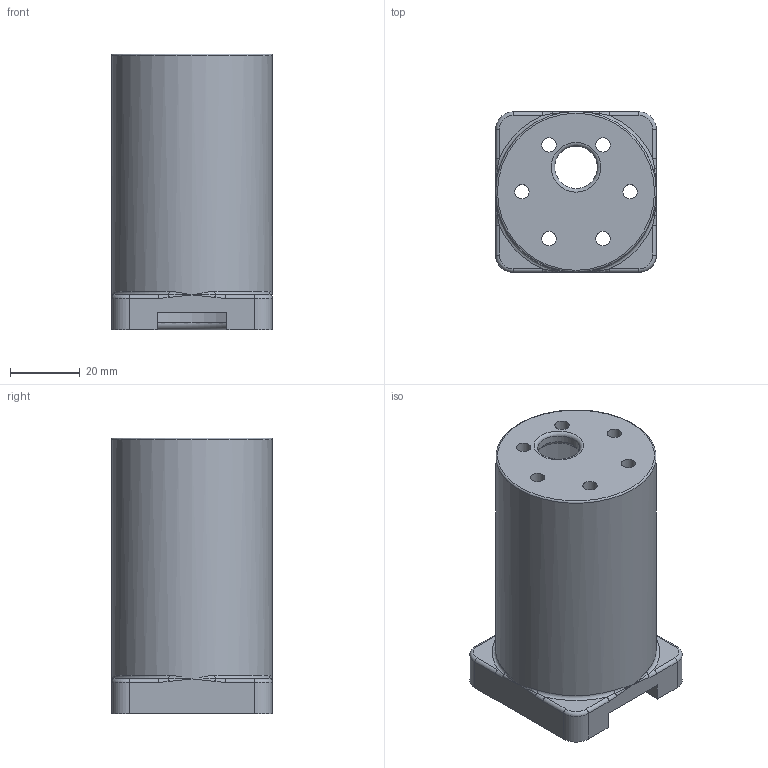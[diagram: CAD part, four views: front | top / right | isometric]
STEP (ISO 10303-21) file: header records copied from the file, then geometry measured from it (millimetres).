
FILE_DESCRIPTION(/* description */ (''),/* implementation_level */ '2;1');
FILE_NAME(/* name */ 'base_version4.stp',/* time_stamp */ '2018-09-19T09:18:57-07:00',/* author */ ('JaredPagett'),/* organization */ (''),/* preprocessor_version */ 'ST-DEVELOPER v17',/* originating_system */ 'Autodesk Inventor 2019',/* authorisation */ '');
FILE_SCHEMA (('AUTOMOTIVE_DESIGN { 1 0 10303 214 3 1 1 }'));
Length unit declared in the file: millimetre
Products named in the file (1): base_version3
Bounding box: 46 x 46 x 79 mm (x, y, z)
Volume: 40075.7 mm3; surface area: 25006.2 mm2
Topology: 1 solids, 1 shells, 71 faces, 187 edges, 102 vertices
Faces by surface type: bspline 24, cylinder 21, plane 14, torus 12
Full cylindrical faces by diameter (mm): 4.124 x6, 12.2 x1, 40 x1, 46 x1
Entity records: 2916 total; most frequent: CARTESIAN_POINT 1291, ORIENTED_EDGE 342, DIRECTION 307, EDGE_CURVE 171, AXIS2_PLACEMENT_3D 130, VERTEX_POINT 102, EDGE_LOOP 85, CIRCLE 82
